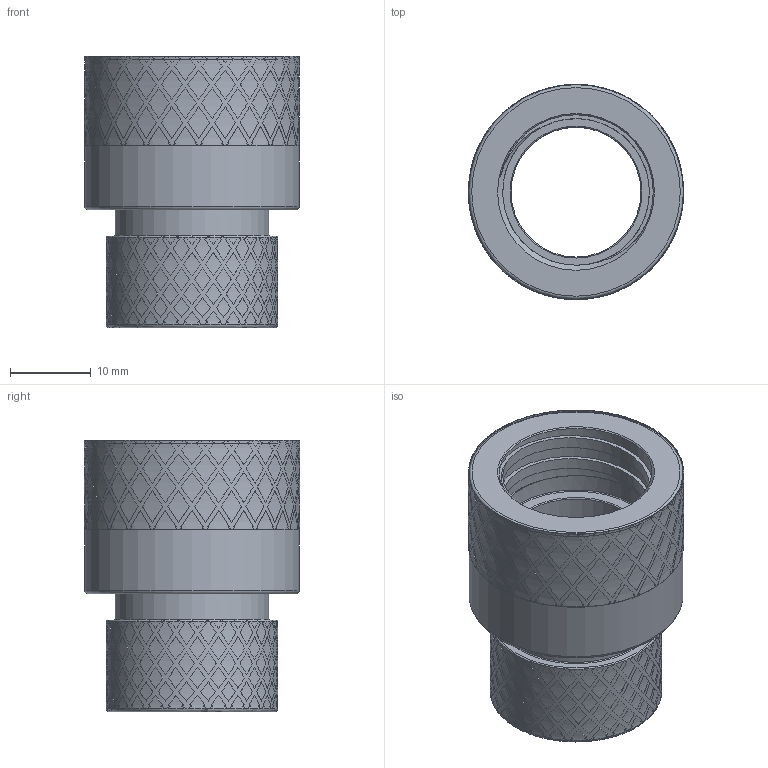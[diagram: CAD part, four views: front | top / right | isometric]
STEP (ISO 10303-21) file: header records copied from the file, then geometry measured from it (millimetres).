
FILE_DESCRIPTION(/* description */ (''),/* implementation_level */ '2;1');
FILE_NAME(/* name */ 'MCDDWLS.stp',/* time_stamp */ '2016-05-12T08:17:23+02:00',/* author */ ('sh'),/* organization */ (''),/* preprocessor_version */ 'ST-DEVELOPER v15.2',/* originating_system */ 'Autodesk Inventor 2014',/* authorisation */ '');
FILE_SCHEMA (('AUTOMOTIVE_DESIGN { 1 0 10303 214 3 1 1 }'));
Products named in the file (4): MCDDWLS Part I; MCDDWLS Part II; Spring Retaining Ring WHM-93; MCDDWLS
Bounding box: 26.72 x 26.72 x 33.71 mm (x, y, z)
Volume: 6685.9 mm3; surface area: 7336 mm2
Topology: 3 solids, 3 shells, 1862 faces, 4679 edges, 3004 vertices
Faces by surface type: plane 1465, cylinder 369, torus 20, cone 4, bspline 4
Full cylindrical faces by diameter (mm): 16.129 x2, 19.05 x1, 19.304 x2, 21.29 x1, 21.412 x1, 23.571 x1, 23.825 x2, 25.4 x1, 25.73 x1, 26.67 x2, 26.7 x1
Entity records: 59547 total; most frequent: DIRECTION 11450, CARTESIAN_POINT 10166, ORIENTED_EDGE 9408, AXIS2_PLACEMENT_3D 5000, EDGE_CURVE 4629, VERTEX_POINT 2996, ELLIPSE 2904, EDGE_LOOP 2091
